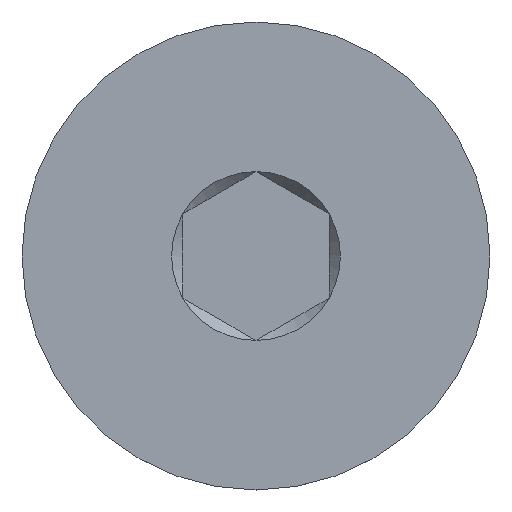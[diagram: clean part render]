
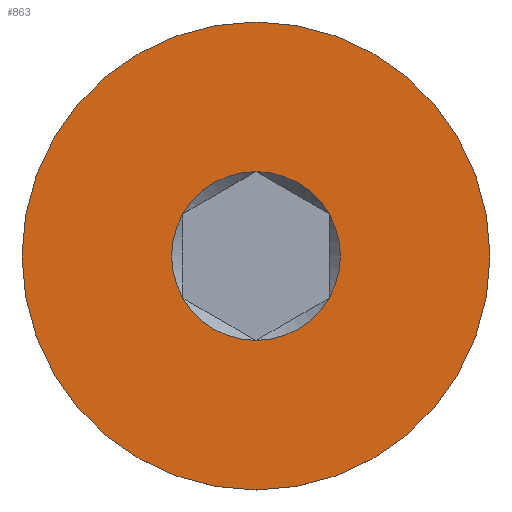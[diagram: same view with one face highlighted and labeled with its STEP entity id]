
A CAD part, top view. The second image highlights one B-rep face of the part: STEP entity #863.
In plain terms, the highlighted planar face has unit normal (0, 0, 1).
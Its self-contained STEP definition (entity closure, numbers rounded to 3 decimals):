
#17=FACE_BOUND('',#157,.T.);
#18=PLANE('',#948);
#105=FACE_OUTER_BOUND('',#156,.T.);
#156=EDGE_LOOP('',(#677,#678));
#157=EDGE_LOOP('',(#679,#680,#681,#682,#683,#684));
#183=CIRCLE('',#940,1.443);
#184=CIRCLE('',#942,4.);
#185=CIRCLE('',#943,4.);
#189=CIRCLE('',#949,1.443);
#190=CIRCLE('',#950,1.443);
#191=CIRCLE('',#951,1.443);
#192=CIRCLE('',#952,1.443);
#193=CIRCLE('',#953,1.443);
#382=VERTEX_POINT('',#4470);
#383=VERTEX_POINT('',#4471);
#384=VERTEX_POINT('',#4477);
#385=VERTEX_POINT('',#4478);
#390=VERTEX_POINT('',#4550);
#391=VERTEX_POINT('',#4552);
#392=VERTEX_POINT('',#4554);
#393=VERTEX_POINT('',#4556);
#498=EDGE_CURVE('',#382,#383,#183,.T.);
#499=EDGE_CURVE('',#384,#385,#184,.T.);
#500=EDGE_CURVE('',#385,#384,#185,.T.);
#508=EDGE_CURVE('',#383,#390,#189,.T.);
#509=EDGE_CURVE('',#390,#391,#190,.T.);
#510=EDGE_CURVE('',#391,#392,#191,.T.);
#511=EDGE_CURVE('',#392,#393,#192,.T.);
#512=EDGE_CURVE('',#393,#382,#193,.T.);
#677=ORIENTED_EDGE('',*,*,#499,.T.);
#678=ORIENTED_EDGE('',*,*,#500,.T.);
#679=ORIENTED_EDGE('',*,*,#508,.T.);
#680=ORIENTED_EDGE('',*,*,#509,.T.);
#681=ORIENTED_EDGE('',*,*,#510,.T.);
#682=ORIENTED_EDGE('',*,*,#511,.T.);
#683=ORIENTED_EDGE('',*,*,#512,.T.);
#684=ORIENTED_EDGE('',*,*,#498,.T.);
#863=ADVANCED_FACE('',(#105,#17),#18,.F.);
#940=AXIS2_PLACEMENT_3D('',#4475,#1078,#1079);
#942=AXIS2_PLACEMENT_3D('',#4479,#1082,#1083);
#943=AXIS2_PLACEMENT_3D('',#4480,#1084,#1085);
#948=AXIS2_PLACEMENT_3D('',#4549,#1096,#1097);
#949=AXIS2_PLACEMENT_3D('',#4551,#1098,#1099);
#950=AXIS2_PLACEMENT_3D('',#4553,#1100,#1101);
#951=AXIS2_PLACEMENT_3D('',#4555,#1102,#1103);
#952=AXIS2_PLACEMENT_3D('',#4557,#1104,#1105);
#953=AXIS2_PLACEMENT_3D('',#4558,#1106,#1107);
#1078=DIRECTION('center_axis',(0.,0.,-1.));
#1079=DIRECTION('ref_axis',(-1.,0.,0.));
#1082=DIRECTION('center_axis',(0.,0.,1.));
#1083=DIRECTION('ref_axis',(0.,-1.,0.));
#1084=DIRECTION('center_axis',(0.,0.,1.));
#1085=DIRECTION('ref_axis',(0.,-1.,0.));
#1096=DIRECTION('center_axis',(0.,0.,-1.));
#1097=DIRECTION('ref_axis',(0.,1.,0.));
#1098=DIRECTION('center_axis',(0.,0.,-1.));
#1099=DIRECTION('ref_axis',(-1.,0.,0.));
#1100=DIRECTION('center_axis',(0.,0.,-1.));
#1101=DIRECTION('ref_axis',(-1.,0.,0.));
#1102=DIRECTION('center_axis',(0.,0.,-1.));
#1103=DIRECTION('ref_axis',(-1.,0.,0.));
#1104=DIRECTION('center_axis',(0.,0.,-1.));
#1105=DIRECTION('ref_axis',(-1.,0.,0.));
#1106=DIRECTION('center_axis',(0.,0.,-1.));
#1107=DIRECTION('ref_axis',(-1.,0.,0.));
#4470=CARTESIAN_POINT('',(-1.25,-0.722,6.));
#4471=CARTESIAN_POINT('',(-1.25,0.722,6.));
#4475=CARTESIAN_POINT('Origin',(0.,0.,6.));
#4477=CARTESIAN_POINT('',(0.,-4.,6.));
#4478=CARTESIAN_POINT('',(0.,4.,6.));
#4479=CARTESIAN_POINT('Origin',(0.,0.,6.));
#4480=CARTESIAN_POINT('Origin',(0.,0.,6.));
#4549=CARTESIAN_POINT('Origin',(0.,0.,
6.));
#4550=CARTESIAN_POINT('',(0.,1.443,6.));
#4551=CARTESIAN_POINT('Origin',(0.,0.,6.));
#4552=CARTESIAN_POINT('',(1.25,0.722,6.));
#4553=CARTESIAN_POINT('Origin',(0.,0.,6.));
#4554=CARTESIAN_POINT('',(1.25,-0.722,6.));
#4555=CARTESIAN_POINT('Origin',(0.,0.,6.));
#4556=CARTESIAN_POINT('',(0.,-1.443,6.));
#4557=CARTESIAN_POINT('Origin',(0.,0.,6.));
#4558=CARTESIAN_POINT('Origin',(0.,0.,6.));
